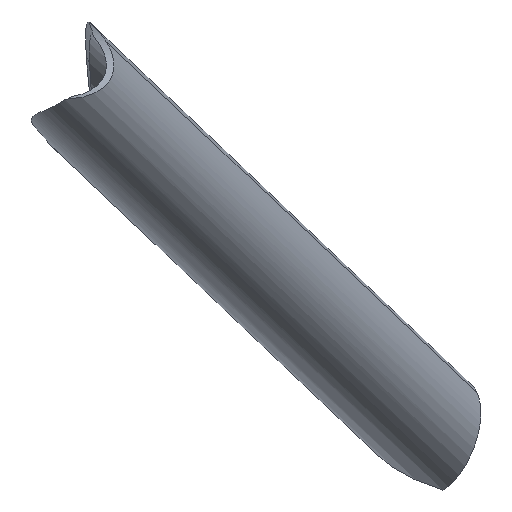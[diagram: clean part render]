
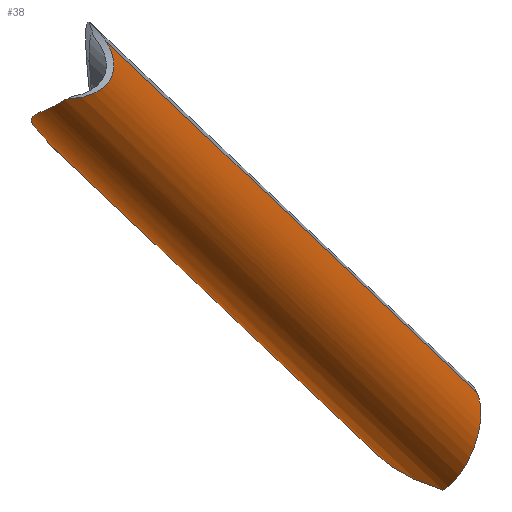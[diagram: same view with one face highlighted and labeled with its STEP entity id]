
A CAD part, top view. The second image highlights one B-rep face of the part: STEP entity #38.
In plain terms, the highlighted cylindrical face has radius 12.5 mm (diameter 25 mm), a partial arc.
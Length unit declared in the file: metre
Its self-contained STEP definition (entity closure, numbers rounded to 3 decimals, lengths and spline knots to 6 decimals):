
#38=ADVANCED_FACE('',(#80),#81,.T.);
#80=FACE_OUTER_BOUND('',#122,.T.);
#81=CYLINDRICAL_SURFACE('',#123,0.0125);
#122=EDGE_LOOP('',(#287,#288,#289,#290,#291,#292,#293,#294,#295));
#123=AXIS2_PLACEMENT_3D('',#296,#297,#298);
#287=ORIENTED_EDGE('',*,*,#393,.F.);
#288=ORIENTED_EDGE('',*,*,#394,.F.);
#289=ORIENTED_EDGE('',*,*,#395,.T.);
#290=ORIENTED_EDGE('',*,*,#396,.F.);
#291=ORIENTED_EDGE('',*,*,#397,.F.);
#292=ORIENTED_EDGE('',*,*,#398,.F.);
#293=ORIENTED_EDGE('',*,*,#387,.F.);
#294=ORIENTED_EDGE('',*,*,#386,.F.);
#295=ORIENTED_EDGE('',*,*,#385,.T.);
#296=CARTESIAN_POINT('',(-0.687321,0.196359,0.035696));
#297=DIRECTION('',(-0.404,0.381,0.832));
#298=DIRECTION('',(0.832,0.532,0.16));
#385=EDGE_CURVE('0:81',#435,#433,#436,.T.);
#386=EDGE_CURVE('0:78',#435,#437,#438,.T.);
#387=EDGE_CURVE('0:75',#437,#439,#440,.T.);
#393=EDGE_CURVE('',#449,#433,#450,.T.);
#394=EDGE_CURVE('0:90',#451,#449,#452,.T.);
#395=EDGE_CURVE('0:93',#451,#453,#454,.T.);
#396=EDGE_CURVE('0:96',#455,#453,#456,.T.);
#397=EDGE_CURVE('',#457,#455,#458,.T.);
#398=EDGE_CURVE('',#439,#457,#459,.T.);
#433=VERTEX_POINT('',#506);
#435=VERTEX_POINT('',#508);
#436=ELLIPSE('',#509,0.014921,0.0125);
#437=VERTEX_POINT('',#510);
#438=B_SPLINE_CURVE_WITH_KNOTS('',5,(#511,#512,#513,#514,#515,#516,#517,#518,#519,#520,#521,#522),.UNSPECIFIED.,.F.,.F.,(6,3,3,6),(0.0,4.446039,7.015283,9.584526),.UNSPECIFIED.);
#439=VERTEX_POINT('',#523);
#440=ELLIPSE('',#524,0.02289,0.0125);
#449=VERTEX_POINT('',#604);
#450=LINE('',#605,#606);
#451=VERTEX_POINT('',#607);
#452=ELLIPSE('',#608,0.022696,0.0125);
#453=VERTEX_POINT('',#609);
#454=CIRCLE('',#610,0.012062);
#455=VERTEX_POINT('',#611);
#456=B_SPLINE_CURVE_WITH_KNOTS('',3,(#612,#613,#614,#615,#616,#617,#618,#619,#620,#621,#622,#623,#624,#625,#626,#627,#628,#629,#630,#631,#632,#633,#634,#635,#636,#637,#638,#639,#640,#641,#642),.UNSPECIFIED.,.F.,.F.,(4,3,3,3,3,3,3,3,3,3,4),(0.0,11.41663,20.01871,26.406395,31.688871,32.794081,37.147236,40.848198,44.902918,49.435407,50.206704),.UNSPECIFIED.);
#457=VERTEX_POINT('',#643);
#458=B_SPLINE_CURVE_WITH_KNOTS('',3,(#644,#645,#646,#647,#648,#649,#650,#651,#652,#653,#654,#655,#656,#657,#658,#659,#660,#661,#662,#663,#664,#665,#666,#667,#668,#669,#670,#671,#672,#673,#674,#675,#676),.UNSPECIFIED.,.F.,.F.,(4,2,1,2,2,2,2,2,2,2,2,2,2,2,2,2,4),(0.0,12.49494,20.050444,27.605947,35.16145,38.939202,42.716954,44.358908,46.000862,47.642816,49.28477,52.568678,55.852586,62.420402,68.988218,82.123851,95.259483),.UNSPECIFIED.);
#459=LINE('',#677,#678);
#506=CARTESIAN_POINT('',(-0.662593,0.189468,0.008161));
#508=CARTESIAN_POINT('',(-0.666605,0.171839,0.009468));
#509=AXIS2_PLACEMENT_3D('',#1044,#1045,#1046);
#510=CARTESIAN_POINT('',(-0.67,0.168636,0.005208));
#511=CARTESIAN_POINT('',(-0.666605,0.171839,0.009468));
#512=CARTESIAN_POINT('',(-0.666913,0.171446,0.009129));
#513=CARTESIAN_POINT('',(-0.667227,0.171071,0.008771));
#514=CARTESIAN_POINT('',(-0.667548,0.170715,0.008393));
#515=CARTESIAN_POINT('',(-0.668061,0.170186,0.007769));
#516=CARTESIAN_POINT('',(-0.668584,0.169709,0.007105));
#517=CARTESIAN_POINT('',(-0.66876,0.169558,0.006878));
#518=CARTESIAN_POINT('',(-0.669094,0.16928,0.006442));
#519=CARTESIAN_POINT('',(-0.66943,0.169025,0.005991));
#520=CARTESIAN_POINT('',(-0.669607,0.168895,0.005751));
#521=CARTESIAN_POINT('',(-0.669804,0.168762,0.005481));
#522=CARTESIAN_POINT('',(-0.67,0.168636,0.005208));
#523=CARTESIAN_POINT('',(-0.687433,0.18,0.0125));
#524=AXIS2_PLACEMENT_3D('',#1047,#1048,#1049);
#604=CARTESIAN_POINT('',(-0.742671,0.265097,0.173193));
#605=CARTESIAN_POINT('',(-0.676924,0.203003,0.037696));
#606=VECTOR('',#1053,1.0);
#607=CARTESIAN_POINT('',(-0.751504,0.252509,0.185119));
#608=AXIS2_PLACEMENT_3D('',#1054,#1055,#1056);
#609=CARTESIAN_POINT('',(-0.751799,0.2523,0.185043));
#610=AXIS2_PLACEMENT_3D('',#1057,#1058,#1059);
#611=CARTESIAN_POINT('',(-0.754539,0.242691,0.158157));
#612=CARTESIAN_POINT('',(-0.754539,0.242691,0.158157));
#613=CARTESIAN_POINT('',(-0.755295,0.243439,0.160397));
#614=CARTESIAN_POINT('',(-0.756024,0.244183,0.162625));
#615=CARTESIAN_POINT('',(-0.756684,0.244903,0.164857));
#616=CARTESIAN_POINT('',(-0.75718,0.245446,0.166538));
#617=CARTESIAN_POINT('',(-0.757638,0.245974,0.16822));
#618=CARTESIAN_POINT('',(-0.758011,0.246479,0.169916));
#619=CARTESIAN_POINT('',(-0.758288,0.246854,0.171175));
#620=CARTESIAN_POINT('',(-0.758519,0.247215,0.172441));
#621=CARTESIAN_POINT('',(-0.758658,0.247559,0.173717));
#622=CARTESIAN_POINT('',(-0.758772,0.247843,0.174773));
#623=CARTESIAN_POINT('',(-0.758824,0.248115,0.175837));
#624=CARTESIAN_POINT('',(-0.758754,0.248374,0.176898));
#625=CARTESIAN_POINT('',(-0.75874,0.248428,0.177121));
#626=CARTESIAN_POINT('',(-0.75872,0.248481,0.177343));
#627=CARTESIAN_POINT('',(-0.758693,0.248535,0.177564));
#628=CARTESIAN_POINT('',(-0.758589,0.248744,0.178437));
#629=CARTESIAN_POINT('',(-0.758387,0.248946,0.179306));
#630=CARTESIAN_POINT('',(-0.758035,0.249155,0.18013));
#631=CARTESIAN_POINT('',(-0.757737,0.249333,0.180831));
#632=CARTESIAN_POINT('',(-0.757328,0.249518,0.181498));
#633=CARTESIAN_POINT('',(-0.756814,0.249733,0.182093));
#634=CARTESIAN_POINT('',(-0.75625,0.249969,0.182744));
#635=CARTESIAN_POINT('',(-0.755564,0.250243,0.183304));
#636=CARTESIAN_POINT('',(-0.754823,0.250586,0.183759));
#637=CARTESIAN_POINT('',(-0.753995,0.25097,0.184268));
#638=CARTESIAN_POINT('',(-0.753104,0.251441,0.184647));
#639=CARTESIAN_POINT('',(-0.752238,0.252004,0.184915));
#640=CARTESIAN_POINT('',(-0.752091,0.2521,0.184961));
#641=CARTESIAN_POINT('',(-0.751945,0.252199,0.185003));
#642=CARTESIAN_POINT('',(-0.751799,0.2523,0.185043));
#643=CARTESIAN_POINT('',(-0.748546,0.237718,0.138447));
#644=CARTESIAN_POINT('',(-0.74688,0.261729,0.148735));
#645=CARTESIAN_POINT('',(-0.746825,0.260341,0.146152));
#646=CARTESIAN_POINT('',(-0.746691,0.25883,0.143644));
#647=CARTESIAN_POINT('',(-0.746402,0.256239,0.139749));
#648=CARTESIAN_POINT('',(-0.746149,0.254202,0.136866));
#649=CARTESIAN_POINT('',(-0.745854,0.251976,0.134119));
#650=CARTESIAN_POINT('',(-0.745555,0.249622,0.131483));
#651=CARTESIAN_POINT('',(-0.745403,0.248385,0.130216));
#652=CARTESIAN_POINT('',(-0.745201,0.246359,0.128495));
#653=CARTESIAN_POINT('',(-0.745139,0.245657,0.127952));
#654=CARTESIAN_POINT('',(-0.745039,0.244162,0.12699));
#655=CARTESIAN_POINT('',(-0.745,0.243369,0.126563));
#656=CARTESIAN_POINT('',(-0.745,0.242141,0.126189));
#657=CARTESIAN_POINT('',(-0.745008,0.241755,0.126109));
#658=CARTESIAN_POINT('',(-0.74505,0.240973,0.126064));
#659=CARTESIAN_POINT('',(-0.745085,0.240578,0.126102));
#660=CARTESIAN_POINT('',(-0.74519,0.239836,0.126336));
#661=CARTESIAN_POINT('',(-0.74526,0.239494,0.126534));
#662=CARTESIAN_POINT('',(-0.745422,0.238914,0.127041));
#663=CARTESIAN_POINT('',(-0.745513,0.238675,0.127346));
#664=CARTESIAN_POINT('',(-0.745795,0.238086,0.128325));
#665=CARTESIAN_POINT('',(-0.745997,0.237852,0.12906));
#666=CARTESIAN_POINT('',(-0.746398,0.237529,0.130533));
#667=CARTESIAN_POINT('',(-0.746599,0.237442,0.131281));
#668=CARTESIAN_POINT('',(-0.747203,0.237303,0.133519));
#669=CARTESIAN_POINT('',(-0.747608,0.237368,0.135022));
#670=CARTESIAN_POINT('',(-0.748422,0.237637,0.138004));
#671=CARTESIAN_POINT('',(-0.748831,0.237847,0.139486));
#672=CARTESIAN_POINT('',(-0.750071,0.23861,0.143904));
#673=CARTESIAN_POINT('',(-0.750913,0.239295,0.146809));
#674=CARTESIAN_POINT('',(-0.752664,0.240857,0.152545));
#675=CARTESIAN_POINT('',(-0.753571,0.241736,0.155374));
#676=CARTESIAN_POINT('',(-0.754539,0.242691,0.158157));
#677=CARTESIAN_POINT('',(-0.697718,0.189714,0.033696));
#678=VECTOR('',#1060,1.0);
#1044=CARTESIAN_POINT('',(-0.67,0.18,0.));
#1045=DIRECTION('',(-0.838,0.228,0.496));
#1046=DIRECTION('',(0.546,0.349,0.762));
#1047=CARTESIAN_POINT('',(-0.67,0.18,0.));
#1048=DIRECTION('',(-0.546,-0.349,-0.762));
#1049=DIRECTION('',(0.838,-0.228,-0.496));
#1053=DIRECTION('',(0.404,-0.381,-0.832));
#1054=CARTESIAN_POINT('',(-0.76,0.265,0.18548));
#1055=DIRECTION('',(0.541,0.346,0.766));
#1056=DIRECTION('',(0.841,-0.228,-0.491));
#1057=CARTESIAN_POINT('',(-0.75469,0.259927,0.176156));
#1058=DIRECTION('',(0.547,-0.539,-0.641));
#1059=DIRECTION('',(0.264,-0.615,0.743));
#1060=DIRECTION('',(-0.404,0.381,0.832));
